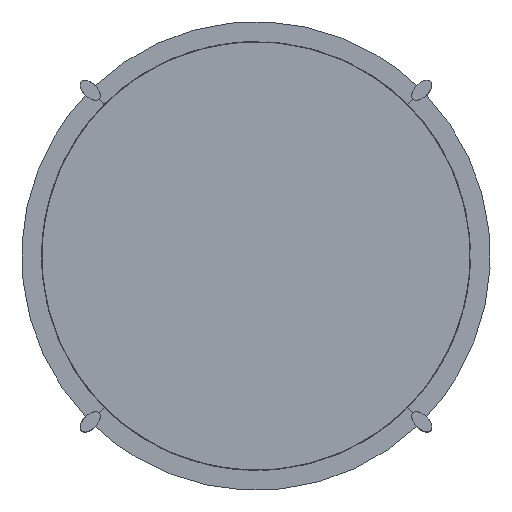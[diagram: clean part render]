
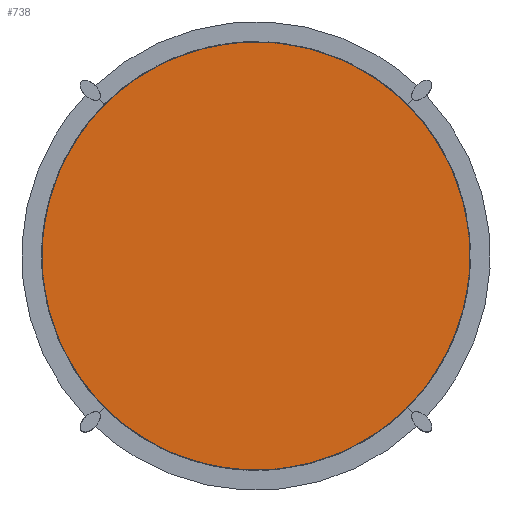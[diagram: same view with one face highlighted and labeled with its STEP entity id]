
A CAD part, top view. The second image highlights one B-rep face of the part: STEP entity #738.
In plain terms, the highlighted planar face has unit normal (0, 0, 1).
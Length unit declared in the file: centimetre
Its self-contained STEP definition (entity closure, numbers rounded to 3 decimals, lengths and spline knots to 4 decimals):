
#738=ADVANCED_FACE('',(#845),#2181,.T.);
#845=FACE_OUTER_BOUND('',#952,.T.);
#952=EDGE_LOOP('',(#1063));
#1063=ORIENTED_EDGE('',*,*,#1541,.T.);
#1541=EDGE_CURVE('',#1919,#1919,#1874,.T.);
#1874=(
BOUNDED_CURVE()
B_SPLINE_CURVE(2,(#2460,#2461,#2462,#2463,#2464,#2465,#2466,#2467,#2468,
#2469,#2470,#2471,#2472,#2473,#2474,#2475,#2476),.UNSPECIFIED.,.T.,.F.)
B_SPLINE_CURVE_WITH_KNOTS((3,2,2,2,2,2,2,2,3),(1307.1906,1724.7341,
2169.5576,2587.1011,3031.9247,3449.4682,3894.2917,
4311.8352,4756.6588),.UNSPECIFIED.)
CURVE()
GEOMETRIC_REPRESENTATION_ITEM()
RATIONAL_B_SPLINE_CURVE((1.,0.929,1.,0.849,0.854,
0.858,1.,0.849,0.854,0.858,
1.,0.849,0.854,0.858,1.,0.919,
1.))
REPRESENTATION_ITEM('')
);
#1919=VERTEX_POINT('',#2459);
#2181=PLANE('',#2296);
#2296=AXIS2_PLACEMENT_3D('',#2458,#2377,$);
#2377=DIRECTION('',(0.,0.,1.));
#2458=CARTESIAN_POINT('',(45.0054,-53.2325,72.));
#2459=CARTESIAN_POINT('',(83.8256,82.6381,72.));
#2460=CARTESIAN_POINT('',(83.8256,82.6381,72.));
#2461=CARTESIAN_POINT('',(68.3385,98.1252,72.));
#2462=CARTESIAN_POINT('',(46.4439,98.6991,72.));
#2463=CARTESIAN_POINT('',(22.8643,99.3171,72.));
#2464=CARTESIAN_POINT('',(6.1852,82.6381,72.));
#2465=CARTESIAN_POINT('',(-9.3019,67.151,72.));
#2466=CARTESIAN_POINT('',(-9.8757,45.2564,72.));
#2467=CARTESIAN_POINT('',(-10.4938,21.6768,72.));
#2468=CARTESIAN_POINT('',(6.1852,4.9978,72.));
#2469=CARTESIAN_POINT('',(21.6724,-10.4893,72.));
#2470=CARTESIAN_POINT('',(43.5669,-11.0632,72.));
#2471=CARTESIAN_POINT('',(67.1465,-11.6813,72.));
#2472=CARTESIAN_POINT('',(83.8256,4.9978,72.));
#2473=CARTESIAN_POINT('',(99.3127,20.4849,72.));
#2474=CARTESIAN_POINT('',(99.8866,42.3795,72.));
#2475=CARTESIAN_POINT('',(100.5046,65.9591,72.));
#2476=CARTESIAN_POINT('',(83.8256,82.6381,72.));
